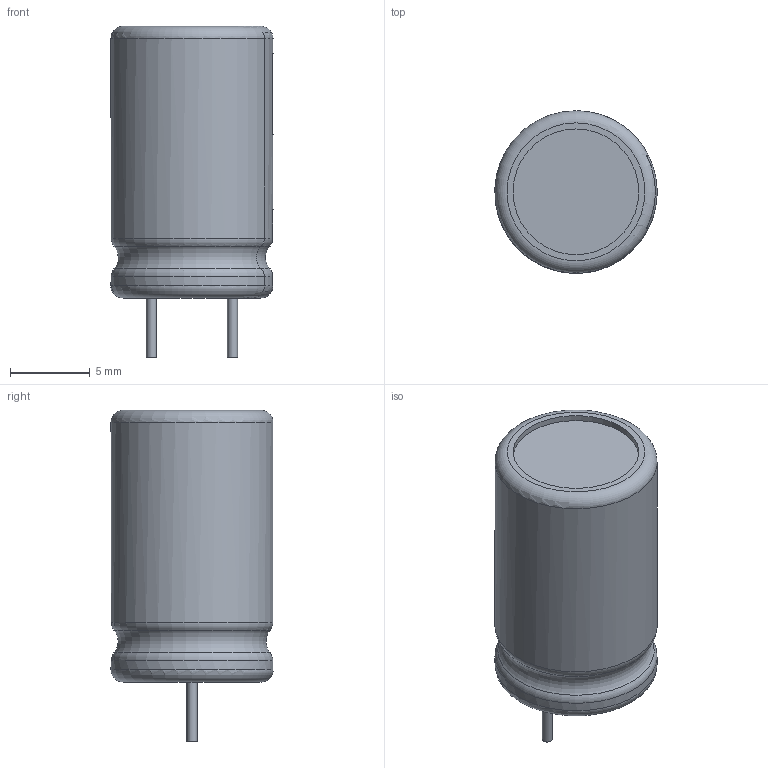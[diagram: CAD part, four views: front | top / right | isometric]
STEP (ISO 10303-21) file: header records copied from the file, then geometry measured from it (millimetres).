
FILE_DESCRIPTION(/* description */ (''),/* implementation_level */ '2;1');
FILE_NAME(/* name */ 'CAPTH1000-25.stp',/* time_stamp */ '2017-08-10T08:39:09-04:00',/* author */ ('jstrelchuk'),/* organization */ (''),/* preprocessor_version */ 'ST-DEVELOPER v16.1',/* originating_system */ 'Autodesk Inventor 2016',/* authorisation */ '');
FILE_SCHEMA (('AUTOMOTIVE_DESIGN { 1 0 10303 214 3 1 1 }'));
Length unit declared in the file: inch
Products named in the file (1): CAPTH1000-25
Bounding box: 10.16 x 10.15 x 20.75 mm (x, y, z)
Volume: 1320.1 mm3; surface area: 722.5 mm2
Topology: 1 solids, 1 shells, 158 faces, 417 edges, 278 vertices
Faces by surface type: bspline 67, plane 50, cylinder 24, torus 17
Full cylindrical faces by diameter (mm): 0.635 x2, 7.874 x2
Entity records: 6590 total; most frequent: CARTESIAN_POINT 3087, ORIENTED_EDGE 818, DIRECTION 497, EDGE_CURVE 409, VERTEX_POINT 276, EDGE_LOOP 181, B_SPLINE_CURVE_WITH_KNOTS 170, AXIS2_PLACEMENT_3D 166
